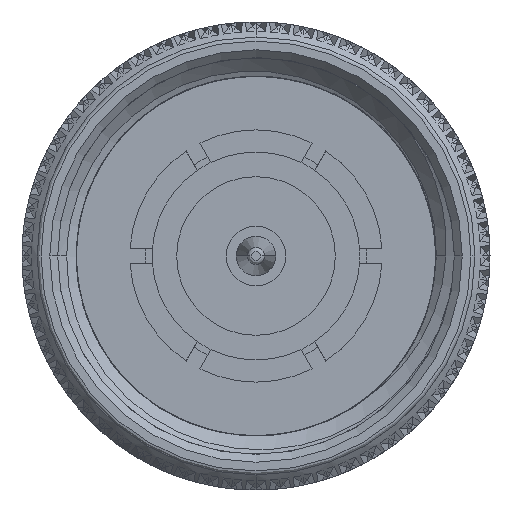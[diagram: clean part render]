
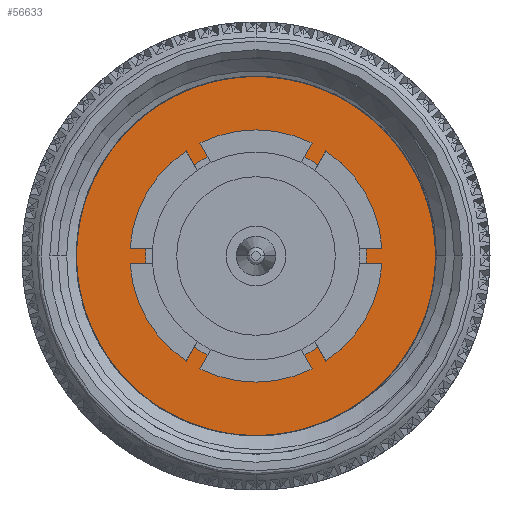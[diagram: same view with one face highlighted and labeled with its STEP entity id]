
A CAD part, left-side view. The second image highlights one B-rep face of the part: STEP entity #56633.
In plain terms, the highlighted planar face has unit normal (-1, 0, 0).
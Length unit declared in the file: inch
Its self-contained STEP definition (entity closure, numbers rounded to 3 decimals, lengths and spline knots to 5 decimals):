
#4307 = CARTESIAN_POINT ( 'NONE',  ( 0.315, 0.14913, -0.17387 ) ) ;
#4983 = CARTESIAN_POINT ( 'NONE',  ( 0.315, 0.16544, -0.15702 ) ) ;
#5322 = CARTESIAN_POINT ( 'NONE',  ( 0.315, 0.09131, -0.21337 ) ) ;
#5528 = EDGE_CURVE ( 'NONE', #33148, #34402, #80208, .T. ) ;
#5566 = PLANE ( 'NONE',  #22549 ) ;
#7379 = VERTEX_POINT ( 'NONE', #80843 ) ;
#10686 = ORIENTED_EDGE ( 'NONE', *, *, #72122, .T. ) ;
#10841 = CARTESIAN_POINT ( 'NONE',  ( 0.315, -0.25, 0. ) ) ;
#12009 = AXIS2_PLACEMENT_3D ( 'NONE', #88270, #49051, #25518 ) ;
#12204 = EDGE_CURVE ( 'NONE', #15554, #7379, #88417, .T. ) ;
#12974 = CARTESIAN_POINT ( 'NONE',  ( 0.315, 0.08056, -0.2182 ) ) ;
#13314 = CARTESIAN_POINT ( 'NONE',  ( 0.315, -0.24791, -0.03227 ) ) ;
#13552 = CARTESIAN_POINT ( 'NONE',  ( 0.315, 0., 0. ) ) ;
#14511 = CARTESIAN_POINT ( 'NONE',  ( 0.315, -0.139, 0. ) ) ;
#15554 = VERTEX_POINT ( 'NONE', #27207 ) ;
#16094 = CARTESIAN_POINT ( 'NONE',  ( 0.315, 0.19487, -0.11866 ) ) ;
#16711 = AXIS2_PLACEMENT_3D ( 'NONE', #66315, #43053, #90566 ) ;
#19916 = CARTESIAN_POINT ( 'NONE',  ( 0.315, -0.04579, -0.23348 ) ) ;
#21291 = CIRCLE ( 'NONE', #12009, 0.25 ) ;
#22549 = AXIS2_PLACEMENT_3D ( 'NONE', #13552, #61383, #53039 ) ;
#25144 = AXIS2_PLACEMENT_3D ( 'NONE', #91569, #74603, #42665 ) ;
#25306 = FACE_OUTER_BOUND ( 'NONE', #72069, .T. ) ;
#25518 = DIRECTION ( 'NONE',  ( 0., -1., 0. ) ) ;
#26974 = ORIENTED_EDGE ( 'NONE', *, *, #5528, .T. ) ;
#27207 = CARTESIAN_POINT ( 'NONE',  ( 0.315, 0.2268, 0. ) ) ;
#27895 = CARTESIAN_POINT ( 'NONE',  ( 0.315, -0.14317, -0.1955 ) ) ;
#28228 = CARTESIAN_POINT ( 'NONE',  ( 0.315, -0.01084, -0.23625 ) ) ;
#28567 = CARTESIAN_POINT ( 'NONE',  ( 0.315, -0.17936, -0.16566 ) ) ;
#28634 = DIRECTION ( 'NONE',  ( 0., -1., 0. ) ) ;
#33148 = VERTEX_POINT ( 'NONE', #10841 ) ;
#34288 = ORIENTED_EDGE ( 'NONE', *, *, #43189, .F. ) ;
#34293 = VERTEX_POINT ( 'NONE', #14511 ) ;
#34402 = VERTEX_POINT ( 'NONE', #36267 ) ;
#36165 = CARTESIAN_POINT ( 'NONE',  ( 0.315, 0.17973, -0.13833 ) ) ;
#36267 = CARTESIAN_POINT ( 'NONE',  ( 0.315, 0.25, 0. ) ) ;
#36516 = CARTESIAN_POINT ( 'NONE',  ( 0.315, -0.17094, -0.17372 ) ) ;
#39036 = AXIS2_PLACEMENT_3D ( 'NONE', #44224, #92079, #51852 ) ;
#40047 = ORIENTED_EDGE ( 'NONE', *, *, #55449, .T. ) ;
#40282 = VECTOR ( 'NONE', #28634, 39.37008 ) ;
#40423 = CARTESIAN_POINT ( 'NONE',  ( 0.315, 0.139, 0. ) ) ;
#42665 = DIRECTION ( 'NONE',  ( 0., -1., 0. ) ) ;
#43053 = DIRECTION ( 'NONE',  ( -1., 0., 0. ) ) ;
#43189 = EDGE_CURVE ( 'NONE', #34293, #58376, #74271, .T. ) ;
#43319 = CARTESIAN_POINT ( 'NONE',  ( 0.315, -0.24791, -0.03227 ) ) ;
#44161 = CARTESIAN_POINT ( 'NONE',  ( 0.315, -0.23155, -0.08859 ) ) ;
#44224 = CARTESIAN_POINT ( 'NONE',  ( 0.315, 0., 0. ) ) ;
#44511 = CARTESIAN_POINT ( 'NONE',  ( 0.315, -0.24593, -0.04391 ) ) ;
#45163 = CARTESIAN_POINT ( 'NONE',  ( 0.315, -0.12317, -0.20757 ) ) ;
#49051 = DIRECTION ( 'NONE',  ( -1., 0., 0. ) ) ;
#51136 = ORIENTED_EDGE ( 'NONE', *, *, #91543, .F. ) ;
#51796 = CARTESIAN_POINT ( 'NONE',  ( 0.315, -0.24311, -0.05542 ) ) ;
#51852 = DIRECTION ( 'NONE',  ( 0., -1., 0. ) ) ;
#52136 = CARTESIAN_POINT ( 'NONE',  ( 0.315, -0.02259, -0.23588 ) ) ;
#52790 = CARTESIAN_POINT ( 'NONE',  ( 0.315, 0.11178, -0.20223 ) ) ;
#52860 = B_SPLINE_CURVE_WITH_KNOTS ( 'NONE', 3,
 ( #36165, #60471, #4983, #4307, #60802, #67461, #52790, #5322, #12974, #60121, #100023, #28228, #52136, #19916, #100681, #91708, #76092, #92698, #45163, #27895, #67815, #36516, #28567, #92032, #91353, #83384, #76774, #44161, #68518, #51796, #44511, #13314 ),
 .UNSPECIFIED., .F., .F.,
 ( 4, 2, 2, 2, 2, 2, 2, 2, 2, 2, 2, 2, 2, 2, 2, 4 ),
 ( 0., 0.00089, 0.00179, 0.00268, 0.00357, 0.00536, 0.00625, 0.00714, 0.00804, 0.00893, 0.00982, 0.01072, 0.01161, 0.0125, 0.0134, 0.01429 ),
 .UNSPECIFIED. ) ;
#53039 = DIRECTION ( 'NONE',  ( 0., -1., 0. ) ) ;
#55339 = CIRCLE ( 'NONE', #39036, 0.139 ) ;
#55449 = EDGE_CURVE ( 'NONE', #34402, #15554, #61410, .T. ) ;
#55624 = CARTESIAN_POINT ( 'NONE',  ( 0.315, 0.2227, -0.0496 ) ) ;
#56311 = CARTESIAN_POINT ( 'NONE',  ( 0.315, 0.17973, -0.13833 ) ) ;
#56443 = ORIENTED_EDGE ( 'NONE', *, *, #57271, .T. ) ;
#56633 = ADVANCED_FACE ( 'NONE', ( #25306, #97279 ), #5566, .T. ) ;
#57271 = EDGE_CURVE ( 'NONE', #7379, #86162, #52860, .T. ) ;
#58376 = VERTEX_POINT ( 'NONE', #40423 ) ;
#60121 = CARTESIAN_POINT ( 'NONE',  ( 0.315, 0.04734, -0.23019 ) ) ;
#60471 = CARTESIAN_POINT ( 'NONE',  ( 0.315, 0.17294, -0.148 ) ) ;
#60802 = CARTESIAN_POINT ( 'NONE',  ( 0.315, 0.14024, -0.18174 ) ) ;
#61383 = DIRECTION ( 'NONE',  ( -1., 0., 0. ) ) ;
#61410 = LINE ( 'NONE', #100102, #40282 ) ;
#63640 = CARTESIAN_POINT ( 'NONE',  ( 0.315, 0.20673, -0.09651 ) ) ;
#66315 = CARTESIAN_POINT ( 'NONE',  ( 0.315, 0., 0. ) ) ;
#67461 = CARTESIAN_POINT ( 'NONE',  ( 0.315, 0.12157, -0.19591 ) ) ;
#67815 = CARTESIAN_POINT ( 'NONE',  ( 0.315, -0.15286, -0.18864 ) ) ;
#68518 = CARTESIAN_POINT ( 'NONE',  ( 0.315, -0.23591, -0.07778 ) ) ;
#72069 = EDGE_LOOP ( 'NONE', ( #10686, #26974, #40047, #74430, #56443 ) ) ;
#72122 = EDGE_CURVE ( 'NONE', #86162, #33148, #21291, .T. ) ;
#72274 = EDGE_LOOP ( 'NONE', ( #51136, #34288 ) ) ;
#72673 = CARTESIAN_POINT ( 'NONE',  ( 0.315, 0.2268, 0. ) ) ;
#74271 = CIRCLE ( 'NONE', #16711, 0.139 ) ;
#74430 = ORIENTED_EDGE ( 'NONE', *, *, #12204, .T. ) ;
#74603 = DIRECTION ( 'NONE',  ( -1., 0., 0. ) ) ;
#76092 = CARTESIAN_POINT ( 'NONE',  ( 0.315, -0.09126, -0.22186 ) ) ;
#76774 = CARTESIAN_POINT ( 'NONE',  ( 0.315, -0.22135, -0.10953 ) ) ;
#80208 = CIRCLE ( 'NONE', #25144, 0.25 ) ;
#80270 = CARTESIAN_POINT ( 'NONE',  ( 0.315, 0.2268, -0.02482 ) ) ;
#80843 = CARTESIAN_POINT ( 'NONE',  ( 0.315, 0.17973, -0.13833 ) ) ;
#83384 = CARTESIAN_POINT ( 'NONE',  ( 0.315, -0.21552, -0.11965 ) ) ;
#86162 = VERTEX_POINT ( 'NONE', #43319 ) ;
#88270 = CARTESIAN_POINT ( 'NONE',  ( 0.315, 0., 0. ) ) ;
#88417 = B_SPLINE_CURVE_WITH_KNOTS ( 'NONE', 3,
 ( #72673, #80270, #55624, #63640, #16094, #56311 ),
 .UNSPECIFIED., .F., .F.,
 ( 4, 2, 4 ),
 ( 0., 0.00189, 0.00378 ),
 .UNSPECIFIED. ) ;
#90566 = DIRECTION ( 'NONE',  ( 0., -1., 0. ) ) ;
#91353 = CARTESIAN_POINT ( 'NONE',  ( 0.315, -0.2023, -0.13917 ) ) ;
#91543 = EDGE_CURVE ( 'NONE', #58376, #34293, #55339, .T. ) ;
#91569 = CARTESIAN_POINT ( 'NONE',  ( 0.315, 0., 0. ) ) ;
#91708 = CARTESIAN_POINT ( 'NONE',  ( 0.315, -0.08002, -0.22563 ) ) ;
#92032 = CARTESIAN_POINT ( 'NONE',  ( 0.315, -0.19503, -0.1484 ) ) ;
#92079 = DIRECTION ( 'NONE',  ( -1., 0., 0. ) ) ;
#92698 = CARTESIAN_POINT ( 'NONE',  ( 0.315, -0.11279, -0.21284 ) ) ;
#97279 = FACE_BOUND ( 'NONE', #72274, .T. ) ;
#100023 = CARTESIAN_POINT ( 'NONE',  ( 0.315, 0.02449, -0.23471 ) ) ;
#100102 = CARTESIAN_POINT ( 'NONE',  ( 0.315, 0., 0. ) ) ;
#100681 = CARTESIAN_POINT ( 'NONE',  ( 0.315, -0.05727, -0.23143 ) ) ;
